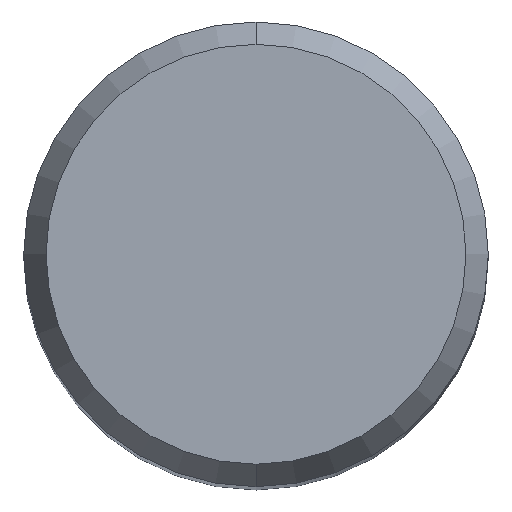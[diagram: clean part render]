
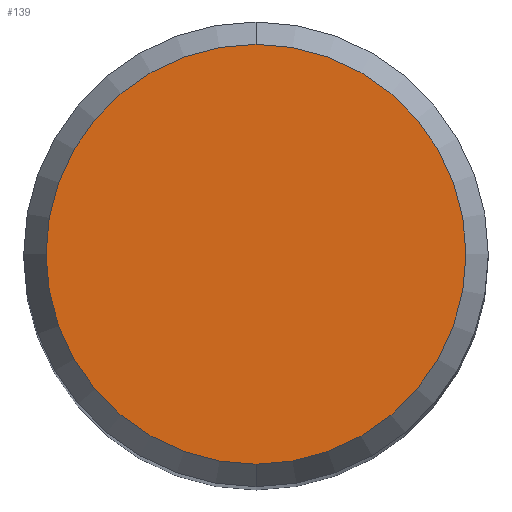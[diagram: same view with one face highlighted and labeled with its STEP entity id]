
A CAD part, top view. The second image highlights one B-rep face of the part: STEP entity #139.
In plain terms, the highlighted planar face has unit normal (0, 0, 1).
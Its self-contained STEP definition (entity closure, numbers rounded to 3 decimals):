
#139=ADVANCED_FACE('',(#297),#298,.T.);
#149=VERTEX_POINT('',#308);
#157=EDGE_CURVE('',#177,#149,#316,.T.);
#177=VERTEX_POINT('',#337);
#181=EDGE_CURVE('',#149,#177,#342,.T.);
#297=FACE_OUTER_BOUND('',#466,.T.);
#298=PLANE('',#467);
#308=CARTESIAN_POINT('',(0.,-4.304,0.));
#316=CIRCLE('',#498,4.304);
#337=CARTESIAN_POINT('',(0.0,4.304,0.));
#342=CIRCLE('',#532,4.304);
#466=EDGE_LOOP('',(#675,#676));
#467=AXIS2_PLACEMENT_3D('',#677,#678,#679);
#498=AXIS2_PLACEMENT_3D('',#686,#687,#688);
#532=AXIS2_PLACEMENT_3D('',#711,#712,#713);
#675=ORIENTED_EDGE('',*,*,#157,.F.);
#676=ORIENTED_EDGE('',*,*,#181,.F.);
#677=CARTESIAN_POINT('',(0.0,2.152,0.));
#678=DIRECTION('',(-0.0,0.0,1.0));
#679=DIRECTION('',(0.0,-1.0,0.0));
#686=CARTESIAN_POINT('',(0.0,0.0,0.));
#687=DIRECTION('',(0.0,0.0,-1.0));
#688=DIRECTION('',(0.0,1.0,0.0));
#711=CARTESIAN_POINT('',(0.0,0.0,0.));
#712=DIRECTION('',(0.0,0.0,-1.0));
#713=DIRECTION('',(0.0,1.0,0.0));
